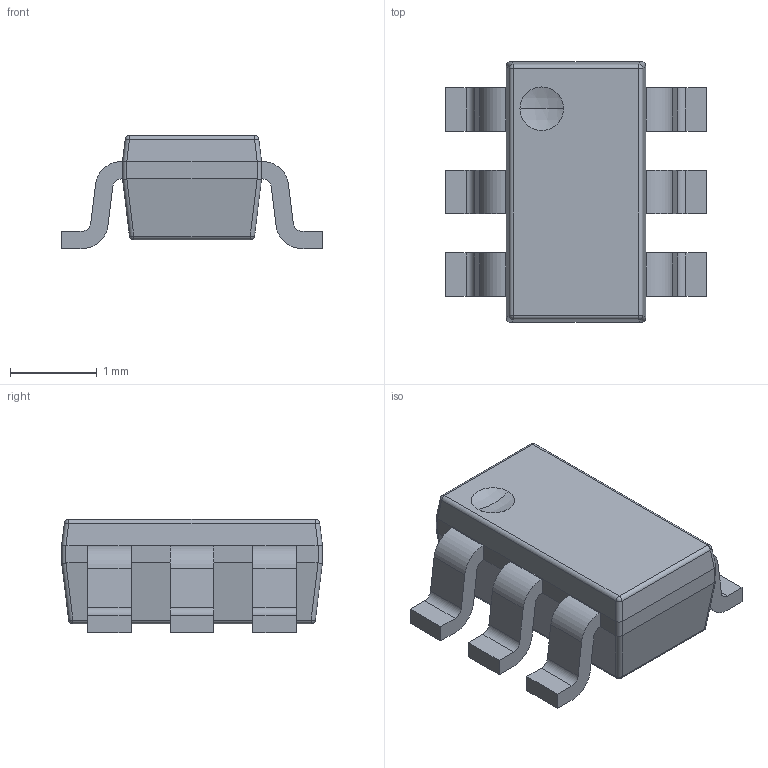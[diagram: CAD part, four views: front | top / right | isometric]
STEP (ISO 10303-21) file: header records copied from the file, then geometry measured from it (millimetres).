
FILE_DESCRIPTION (( 'STEP AP214' ), '1' );
FILE_NAME ('User Library-SOT23-6.STEP', '2012-03-11T22:57:56', ( 'SysAdmin' ), ( 'SolidWorks' ), 'SwSTEP 2.0', 'SolidWorks 2012', '' );
FILE_SCHEMA (( 'AUTOMOTIVE_DESIGN' ));
Length unit declared in the file: millimetre
Products named in the file (1): User Library-SOT23-6
Bounding box: 3 x 3 x 1.3 mm (x, y, z)
Volume: 6.2 mm3; surface area: 29.7 mm2
Topology: 1 solids, 1 shells, 130 faces, 332 edges, 205 vertices
Faces by surface type: plane 74, cylinder 46, sphere 10
Entity records: 4468 total; most frequent: CARTESIAN_POINT 740, ORIENTED_EDGE 664, DIRECTION 648, EDGE_CURVE 332, LINE 230, VECTOR 230, AXIS2_PLACEMENT_3D 209, VERTEX_POINT 205
